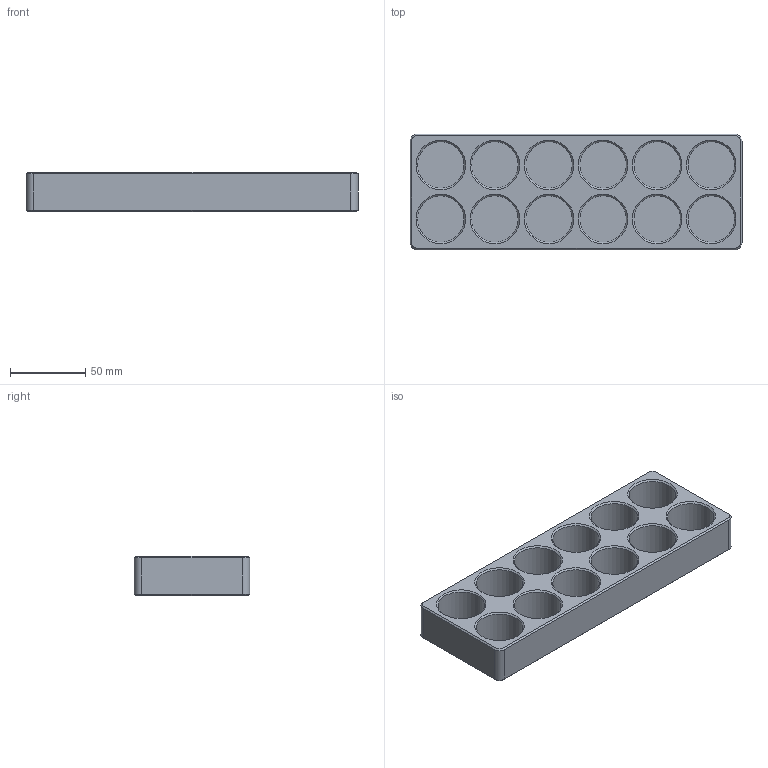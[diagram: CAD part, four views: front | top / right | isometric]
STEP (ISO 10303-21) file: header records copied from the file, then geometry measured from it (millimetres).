
FILE_DESCRIPTION(('Open CASCADE Model'),'2;1');
FILE_NAME('Open CASCADE Shape Model','2024-02-17T13:23:29',('Author'),( 'Open CASCADE'),'Open CASCADE STEP processor 7.7','Open CASCADE 7.7' ,'Unknown');
FILE_SCHEMA(('AUTOMOTIVE_DESIGN { 1 0 10303 214 1 1 1 1 }'));
Length unit declared in the file: millimetre
Products named in the file (1): Open CASCADE STEP translator 7.7 1
Bounding box: 221 x 77 x 26 mm (x, y, z)
Volume: 214271.5 mm3; surface area: 77120.9 mm2
Topology: 1 solids, 1 shells, 62 faces, 116 edges, 68 vertices
Faces by surface type: plane 26, cone 20, cylinder 16
Full cylindrical faces by diameter (mm): 31 x12
Entity records: 3014 total; most frequent: CARTESIAN_POINT 583, DIRECTION 462, ORIENTED_EDGE 232, PCURVE 232, DEFINITIONAL_REPRESENTATION 232, LINE 208, VECTOR 208, EDGE_CURVE 116
